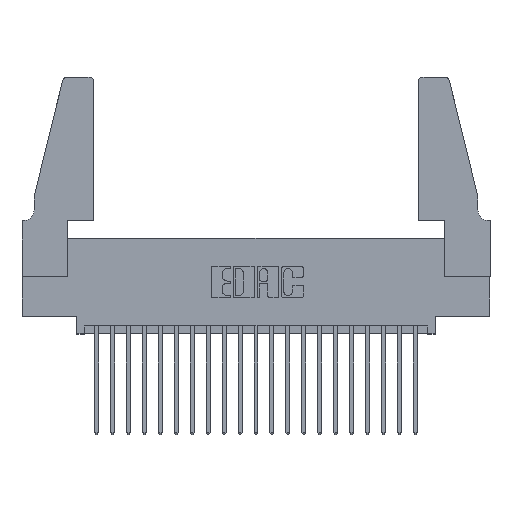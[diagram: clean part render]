
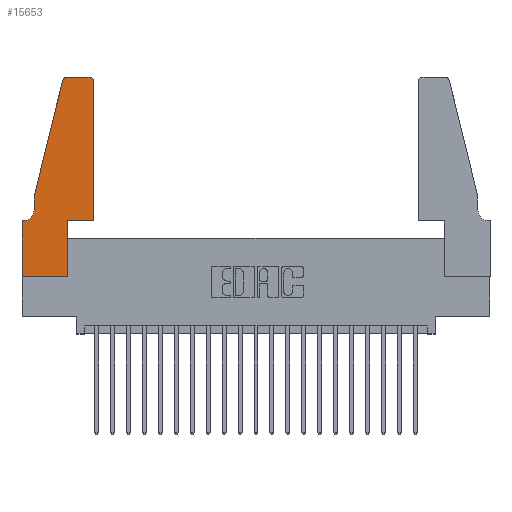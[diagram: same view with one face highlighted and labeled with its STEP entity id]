
A CAD part, top view. The second image highlights one B-rep face of the part: STEP entity #15653.
In plain terms, the highlighted planar face has unit normal (0, 0, 1).
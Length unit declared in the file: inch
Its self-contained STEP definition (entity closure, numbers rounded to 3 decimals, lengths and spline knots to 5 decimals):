
#249 = DIRECTION ( 'NONE',  ( 0., 0., -1. ) ) ;
#409 = CARTESIAN_POINT ( 'NONE',  ( 0.0755, 0.5, 0.37 ) ) ;
#705 = LINE ( 'NONE', #3815, #18029 ) ;
#1005 = CARTESIAN_POINT ( 'NONE',  ( 0.284, 1.22, 0.37 ) ) ;
#1046 = ORIENTED_EDGE ( 'NONE', *, *, #3999, .T. ) ;
#1366 = VERTEX_POINT ( 'NONE', #4197 ) ;
#1692 = AXIS2_PLACEMENT_3D ( 'NONE', #1005, #12812, #2771 ) ;
#2017 = ORIENTED_EDGE ( 'NONE', *, *, #20269, .T. ) ;
#2137 = CARTESIAN_POINT ( 'NONE',  ( 0.2865, 0.35, 0.37 ) ) ;
#2364 = VERTEX_POINT ( 'NONE', #13975 ) ;
#2771 = DIRECTION ( 'NONE',  ( 1., 0., 0. ) ) ;
#3397 = CARTESIAN_POINT ( 'NONE',  ( 0.4505, 0.35, 0.37 ) ) ;
#3458 = VECTOR ( 'NONE', #18410, 39.37008 ) ;
#3563 = DIRECTION ( 'NONE',  ( 0., 0., 1. ) ) ;
#3815 = CARTESIAN_POINT ( 'NONE',  ( 0., 0., 0.37 ) ) ;
#3913 = ORIENTED_EDGE ( 'NONE', *, *, #9988, .T. ) ;
#3925 = CARTESIAN_POINT ( 'NONE',  ( 0.4505, 0.35, 0.37 ) ) ;
#3937 = VECTOR ( 'NONE', #19434, 39.37008 ) ;
#3999 = EDGE_CURVE ( 'NONE', #16830, #13968, #10948, .T. ) ;
#4197 = CARTESIAN_POINT ( 'NONE',  ( 0.25487, 1.22718, 0.37 ) ) ;
#4319 = LINE ( 'NONE', #409, #16587 ) ;
#4373 = CARTESIAN_POINT ( 'NONE',  ( 0.284, 1.25, 0.37 ) ) ;
#4422 = DIRECTION ( 'NONE',  ( 0., 0., 1. ) ) ;
#4474 = LINE ( 'NONE', #17735, #3937 ) ;
#4527 = LINE ( 'NONE', #3397, #3458 ) ;
#4806 = CIRCLE ( 'NONE', #7980, 0.07 ) ;
#5417 = ORIENTED_EDGE ( 'NONE', *, *, #20964, .T. ) ;
#5488 = ORIENTED_EDGE ( 'NONE', *, *, #15353, .T. ) ;
#5505 = DIRECTION ( 'NONE',  ( 1., 0., 0. ) ) ;
#5801 = ORIENTED_EDGE ( 'NONE', *, *, #14551, .T. ) ;
#6139 = CIRCLE ( 'NONE', #8613, 0.03 ) ;
#6214 = CARTESIAN_POINT ( 'NONE',  ( 0.4505, 1.22, 0.37 ) ) ;
#6321 = VERTEX_POINT ( 'NONE', #18220 ) ;
#6371 = CARTESIAN_POINT ( 'NONE',  ( 0.4505, 0.35, 0.37 ) ) ;
#6963 = AXIS2_PLACEMENT_3D ( 'NONE', #15197, #3563, #15269 ) ;
#7317 = VERTEX_POINT ( 'NONE', #21004 ) ;
#7682 = EDGE_CURVE ( 'NONE', #6321, #16625, #4806, .T. ) ;
#7980 = AXIS2_PLACEMENT_3D ( 'NONE', #10426, #249, #12093 ) ;
#8058 = CARTESIAN_POINT ( 'NONE',  ( 0.0755, 0.35, 0.37 ) ) ;
#8613 = AXIS2_PLACEMENT_3D ( 'NONE', #14444, #4422, #16112 ) ;
#8695 = CIRCLE ( 'NONE', #1692, 0.03 ) ;
#8759 = EDGE_LOOP ( 'NONE', ( #18472, #5488, #2017, #5417, #13618, #20412, #3913, #8938, #20754, #1046, #21131, #5801 ) ) ;
#8938 = ORIENTED_EDGE ( 'NONE', *, *, #9706, .T. ) ;
#9037 = LINE ( 'NONE', #17144, #17378 ) ;
#9602 = VECTOR ( 'NONE', #19726, 39.37008 ) ;
#9706 = EDGE_CURVE ( 'NONE', #15930, #7317, #705, .T. ) ;
#9988 = EDGE_CURVE ( 'NONE', #2364, #15930, #4474, .T. ) ;
#10053 = LINE ( 'NONE', #10938, #18374 ) ;
#10091 = CARTESIAN_POINT ( 'NONE',  ( 0.0755, 0.5, 0.37 ) ) ;
#10209 = VECTOR ( 'NONE', #12271, 39.37008 ) ;
#10240 = VERTEX_POINT ( 'NONE', #10091 ) ;
#10242 = PLANE ( 'NONE',  #6963 ) ;
#10426 = CARTESIAN_POINT ( 'NONE',  ( 0.0055, 0.42, 0.37 ) ) ;
#10822 = CARTESIAN_POINT ( 'NONE',  ( 0.4205, 1.25, 0.37 ) ) ;
#10938 = CARTESIAN_POINT ( 'NONE',  ( 0.2605, 1.25, 0.37 ) ) ;
#10948 = LINE ( 'NONE', #3925, #14857 ) ;
#11845 = FACE_OUTER_BOUND ( 'NONE', #8759, .T. ) ;
#12093 = DIRECTION ( 'NONE',  ( -1., 0., 0. ) ) ;
#12271 = DIRECTION ( 'NONE',  ( 0., 1., 0. ) ) ;
#12621 = DIRECTION ( 'NONE',  ( -1., 0., 0. ) ) ;
#12812 = DIRECTION ( 'NONE',  ( 0., 0., 1. ) ) ;
#13618 = ORIENTED_EDGE ( 'NONE', *, *, #7682, .T. ) ;
#13968 = VERTEX_POINT ( 'NONE', #6371 ) ;
#13975 = CARTESIAN_POINT ( 'NONE',  ( 0., 0.35, 0.37 ) ) ;
#14069 = LINE ( 'NONE', #8058, #9602 ) ;
#14444 = CARTESIAN_POINT ( 'NONE',  ( 0.4205, 1.22, 0.37 ) ) ;
#14551 = EDGE_CURVE ( 'NONE', #20531, #18554, #6139, .T. ) ;
#14652 = LINE ( 'NONE', #2137, #10209 ) ;
#14857 = VECTOR ( 'NONE', #17275, 39.37008 ) ;
#15015 = CARTESIAN_POINT ( 'NONE',  ( 0.2865, 0.35, 0.37 ) ) ;
#15197 = CARTESIAN_POINT ( 'NONE',  ( 0., 0.35, 0.37 ) ) ;
#15269 = DIRECTION ( 'NONE',  ( 1., 0., 0. ) ) ;
#15353 = EDGE_CURVE ( 'NONE', #18662, #1366, #8695, .T. ) ;
#15653 = ADVANCED_FACE ( 'NONE', ( #11845 ), #10242, .T. ) ;
#15930 = VERTEX_POINT ( 'NONE', #17636 ) ;
#16112 = DIRECTION ( 'NONE',  ( 1., 0., 0. ) ) ;
#16266 = EDGE_CURVE ( 'NONE', #13968, #20531, #4527, .T. ) ;
#16587 = VECTOR ( 'NONE', #20507, 39.37008 ) ;
#16625 = VERTEX_POINT ( 'NONE', #19456 ) ;
#16830 = VERTEX_POINT ( 'NONE', #15015 ) ;
#17144 = CARTESIAN_POINT ( 'NONE',  ( 0.0755, 0.5, 0.37 ) ) ;
#17275 = DIRECTION ( 'NONE',  ( 1., 0., 0. ) ) ;
#17378 = VECTOR ( 'NONE', #18791, 39.37008 ) ;
#17636 = CARTESIAN_POINT ( 'NONE',  ( 0., 0., 0.37 ) ) ;
#17683 = EDGE_CURVE ( 'NONE', #7317, #16830, #14652, .T. ) ;
#17735 = CARTESIAN_POINT ( 'NONE',  ( 0., 0., 0.37 ) ) ;
#18029 = VECTOR ( 'NONE', #5505, 39.37008 ) ;
#18220 = CARTESIAN_POINT ( 'NONE',  ( 0.0755, 0.42, 0.37 ) ) ;
#18374 = VECTOR ( 'NONE', #12621, 39.37008 ) ;
#18410 = DIRECTION ( 'NONE',  ( 0., 1., 0. ) ) ;
#18472 = ORIENTED_EDGE ( 'NONE', *, *, #21092, .T. ) ;
#18554 = VERTEX_POINT ( 'NONE', #10822 ) ;
#18662 = VERTEX_POINT ( 'NONE', #4373 ) ;
#18791 = DIRECTION ( 'NONE',  ( -0.239, -0.971, 0. ) ) ;
#19322 = EDGE_CURVE ( 'NONE', #16625, #2364, #14069, .T. ) ;
#19434 = DIRECTION ( 'NONE',  ( 0., -1., 0. ) ) ;
#19456 = CARTESIAN_POINT ( 'NONE',  ( 0.0055, 0.35, 0.37 ) ) ;
#19726 = DIRECTION ( 'NONE',  ( -1., 0., 0. ) ) ;
#20269 = EDGE_CURVE ( 'NONE', #1366, #10240, #9037, .T. ) ;
#20412 = ORIENTED_EDGE ( 'NONE', *, *, #19322, .T. ) ;
#20507 = DIRECTION ( 'NONE',  ( 0., -1., 0. ) ) ;
#20531 = VERTEX_POINT ( 'NONE', #6214 ) ;
#20754 = ORIENTED_EDGE ( 'NONE', *, *, #17683, .T. ) ;
#20964 = EDGE_CURVE ( 'NONE', #10240, #6321, #4319, .T. ) ;
#21004 = CARTESIAN_POINT ( 'NONE',  ( 0.2865, 0., 0.37 ) ) ;
#21092 = EDGE_CURVE ( 'NONE', #18554, #18662, #10053, .T. ) ;
#21131 = ORIENTED_EDGE ( 'NONE', *, *, #16266, .T. ) ;
